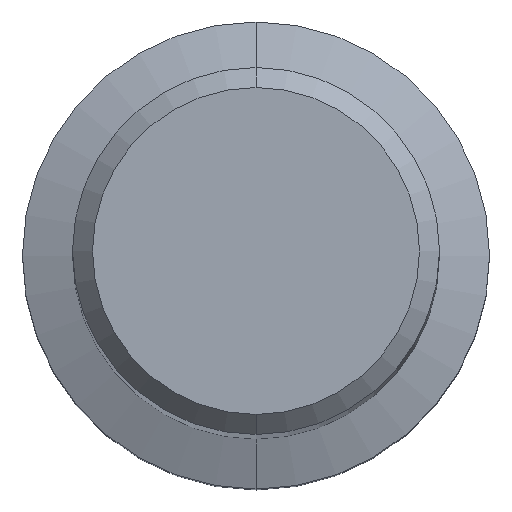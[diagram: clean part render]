
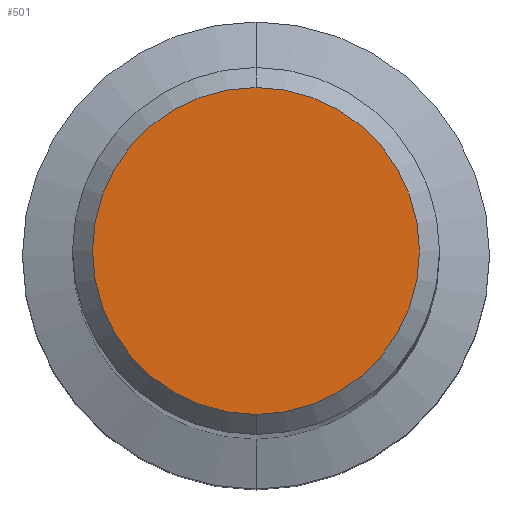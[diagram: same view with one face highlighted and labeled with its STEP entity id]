
A CAD part, top view. The second image highlights one B-rep face of the part: STEP entity #501.
In plain terms, the highlighted planar face has unit normal (0, 0, 1).
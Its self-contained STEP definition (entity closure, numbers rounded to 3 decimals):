
#275=VERTEX_POINT('',#636);
#283=EDGE_CURVE('',#275,#395,#644,.T.);
#299=EDGE_CURVE('',#395,#275,#663,.T.);
#395=VERTEX_POINT('',#770);
#501=ADVANCED_FACE('',(#890),#891,.T.);
#636=CARTESIAN_POINT('',(0.,-4.9,0.0));
#644=CIRCLE('',#1126,4.9);
#663=CIRCLE('',#1147,4.9);
#770=CARTESIAN_POINT('',(0.0,4.9,0.0));
#890=FACE_OUTER_BOUND('',#1602,.T.);
#891=PLANE('',#1603);
#1126=AXIS2_PLACEMENT_3D('',#1759,#1760,#1761);
#1147=AXIS2_PLACEMENT_3D('',#1789,#1790,#1791);
#1602=EDGE_LOOP('',(#2081,#2082));
#1603=AXIS2_PLACEMENT_3D('',#2083,#2084,#2085);
#1759=CARTESIAN_POINT('',(0.0,0.0,0.0));
#1760=DIRECTION('',(0.0,0.0,-1.0));
#1761=DIRECTION('',(0.0,1.0,0.0));
#1789=CARTESIAN_POINT('',(0.0,0.0,0.0));
#1790=DIRECTION('',(0.0,0.0,-1.0));
#1791=DIRECTION('',(0.0,1.0,0.0));
#2081=ORIENTED_EDGE('',*,*,#299,.F.);
#2082=ORIENTED_EDGE('',*,*,#283,.F.);
#2083=CARTESIAN_POINT('',(0.0,2.45,0.0));
#2084=DIRECTION('',(-0.0,0.0,1.0));
#2085=DIRECTION('',(0.0,-1.0,0.0));
